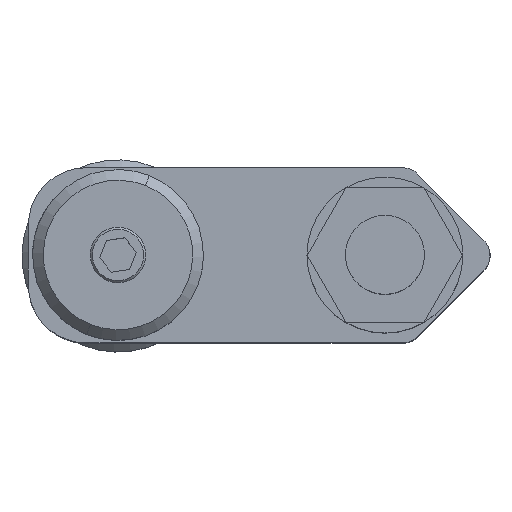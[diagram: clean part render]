
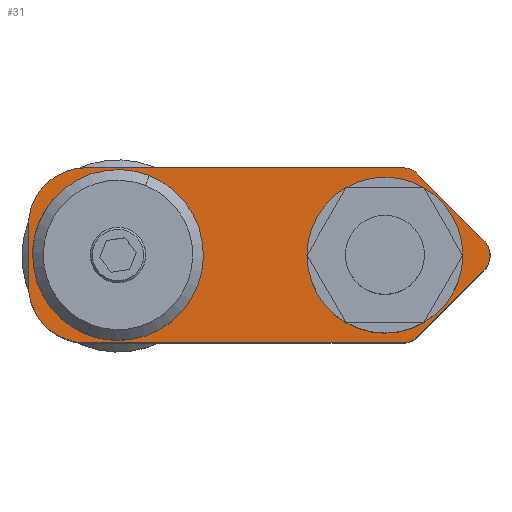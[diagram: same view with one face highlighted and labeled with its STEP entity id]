
A CAD part, top view. The second image highlights one B-rep face of the part: STEP entity #31.
In plain terms, the highlighted planar face has unit normal (0, 0, 1).
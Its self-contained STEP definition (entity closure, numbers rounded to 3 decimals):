
#31 = ADVANCED_FACE ( 'NONE', ( #6313, #1815, #7024 ), #9252, .F. ) ;
#259 = CARTESIAN_POINT ( 'NONE',  ( -29.887, -15.538, 21.73 ) ) ;
#288 = AXIS2_PLACEMENT_3D ( 'NONE', #6272, #899, #3702 ) ;
#314 = ORIENTED_EDGE ( 'NONE', *, *, #3954, .F. ) ;
#385 = DIRECTION ( 'NONE',  ( -1., 0., 0. ) ) ;
#479 = CIRCLE ( 'NONE', #1613, 2. ) ;
#642 = EDGE_CURVE ( 'NONE', #6142, #3852, #9663, .T. ) ;
#656 = EDGE_CURVE ( 'NONE', #8254, #10665, #1951, .T. ) ;
#766 = DIRECTION ( 'NONE',  ( 0., 0., 1. ) ) ;
#853 = CARTESIAN_POINT ( 'NONE',  ( -13.854, -19.345, 21.73 ) ) ;
#899 = DIRECTION ( 'NONE',  ( 0., 0., 1. ) ) ;
#916 = CIRCLE ( 'NONE', #10093, 2.7 ) ;
#976 = LINE ( 'NONE', #3191, #7585 ) ;
#1001 = DIRECTION ( 'NONE',  ( 1., 0., 0. ) ) ;
#1133 = EDGE_CURVE ( 'NONE', #7997, #6289, #5546, .T. ) ;
#1388 = VERTEX_POINT ( 'NONE', #7448 ) ;
#1441 = CARTESIAN_POINT ( 'NONE',  ( -29.387, -11.438, 21.73 ) ) ;
#1442 = VERTEX_POINT ( 'NONE', #259 ) ;
#1613 = AXIS2_PLACEMENT_3D ( 'NONE', #2676, #3769, #1001 ) ;
#1648 = ORIENTED_EDGE ( 'NONE', *, *, #656, .F. ) ;
#1682 = CIRCLE ( 'NONE', #288, 3.65 ) ;
#1686 = AXIS2_PLACEMENT_3D ( 'NONE', #10649, #10688, #4403 ) ;
#1815 = FACE_BOUND ( 'NONE', #10179, .T. ) ;
#1853 = CARTESIAN_POINT ( 'NONE',  ( -14.561, -12.438, 21.73 ) ) ;
#1880 = DIRECTION ( 'NONE',  ( 0., 0., -1. ) ) ;
#1914 = DIRECTION ( 'NONE',  ( -1., 0., 0. ) ) ;
#1921 = ORIENTED_EDGE ( 'NONE', *, *, #2369, .F. ) ;
#1951 = LINE ( 'NONE', #10019, #5576 ) ;
#1995 = CARTESIAN_POINT ( 'NONE',  ( -19.037, -15.538, 21.73 ) ) ;
#2104 = VERTEX_POINT ( 'NONE', #5842 ) ;
#2201 = VECTOR ( 'NONE', #4330, 1000. ) ;
#2222 = DIRECTION ( 'NONE',  ( 0.707, -0.707, 0. ) ) ;
#2369 = EDGE_CURVE ( 'NONE', #8250, #2104, #8634, .T. ) ;
#2445 = CARTESIAN_POINT ( 'NONE',  ( -27.8, -19.638, 21.73 ) ) ;
#2509 = CARTESIAN_POINT ( 'NONE',  ( -10.754, -16.245, 21.73 ) ) ;
#2577 = DIRECTION ( 'NONE',  ( -1., 0., 0. ) ) ;
#2676 = CARTESIAN_POINT ( 'NONE',  ( -27.887, -15.538, 21.73 ) ) ;
#2760 = ORIENTED_EDGE ( 'NONE', *, *, #4580, .F. ) ;
#2794 = DIRECTION ( 'NONE',  ( -1., 0., 0. ) ) ;
#2974 = AXIS2_PLACEMENT_3D ( 'NONE', #1853, #8024, #2577 ) ;
#3191 = CARTESIAN_POINT ( 'NONE',  ( -13.854, -11.731, 21.73 ) ) ;
#3209 = LINE ( 'NONE', #2509, #4320 ) ;
#3702 = DIRECTION ( 'NONE',  ( -1., 0., 0. ) ) ;
#3769 = DIRECTION ( 'NONE',  ( 0., 0., 1. ) ) ;
#3852 = VERTEX_POINT ( 'NONE', #10155 ) ;
#3954 = EDGE_CURVE ( 'NONE', #1442, #5131, #4488, .T. ) ;
#4150 = DIRECTION ( 'NONE',  ( 0., 0., -1. ) ) ;
#4184 = CARTESIAN_POINT ( 'NONE',  ( -27.887, -15.538, 21.73 ) ) ;
#4305 = VECTOR ( 'NONE', #1914, 1000. ) ;
#4320 = VECTOR ( 'NONE', #9660, 1000. ) ;
#4330 = DIRECTION ( 'NONE',  ( 0., 1., 0. ) ) ;
#4403 = DIRECTION ( 'NONE',  ( -1., 0., 0. ) ) ;
#4488 = CIRCLE ( 'NONE', #8232, 2. ) ;
#4522 = ORIENTED_EDGE ( 'NONE', *, *, #7767, .F. ) ;
#4530 = ORIENTED_EDGE ( 'NONE', *, *, #8112, .F. ) ;
#4580 = EDGE_CURVE ( 'NONE', #3852, #10872, #11204, .T. ) ;
#4689 = CARTESIAN_POINT ( 'NONE',  ( -14.561, -11.438, 21.73 ) ) ;
#4697 = AXIS2_PLACEMENT_3D ( 'NONE', #8479, #10202, #385 ) ;
#4967 = ORIENTED_EDGE ( 'NONE', *, *, #642, .F. ) ;
#5103 = ORIENTED_EDGE ( 'NONE', *, *, #9222, .F. ) ;
#5131 = VERTEX_POINT ( 'NONE', #9635 ) ;
#5205 = DIRECTION ( 'NONE',  ( 0., 0., 1. ) ) ;
#5251 = EDGE_CURVE ( 'NONE', #6625, #8254, #916, .T. ) ;
#5326 = AXIS2_PLACEMENT_3D ( 'NONE', #11522, #1880, #8055 ) ;
#5502 = DIRECTION ( 'NONE',  ( 1., 0., 0. ) ) ;
#5546 = CIRCLE ( 'NONE', #9043, 3.65 ) ;
#5576 = VECTOR ( 'NONE', #5502, 1000. ) ;
#5720 = ORIENTED_EDGE ( 'NONE', *, *, #8514, .F. ) ;
#5842 = CARTESIAN_POINT ( 'NONE',  ( -10.754, -16.245, 21.73 ) ) ;
#6142 = VERTEX_POINT ( 'NONE', #10590 ) ;
#6143 = DIRECTION ( 'NONE',  ( -1., 0., 0. ) ) ;
#6182 = EDGE_CURVE ( 'NONE', #5131, #1442, #479, .T. ) ;
#6246 = ORIENTED_EDGE ( 'NONE', *, *, #1133, .F. ) ;
#6272 = CARTESIAN_POINT ( 'NONE',  ( -15.387, -15.538, 21.73 ) ) ;
#6289 = VERTEX_POINT ( 'NONE', #6385 ) ;
#6313 = FACE_OUTER_BOUND ( 'NONE', #8039, .T. ) ;
#6385 = CARTESIAN_POINT ( 'NONE',  ( -11.737, -15.538, 21.73 ) ) ;
#6453 = ORIENTED_EDGE ( 'NONE', *, *, #6571, .F. ) ;
#6571 = EDGE_CURVE ( 'NONE', #10665, #1388, #10686, .T. ) ;
#6625 = VERTEX_POINT ( 'NONE', #7199 ) ;
#6872 = CIRCLE ( 'NONE', #8647, 1. ) ;
#7018 = CARTESIAN_POINT ( 'NONE',  ( -15.387, -15.538, 21.73 ) ) ;
#7024 = FACE_BOUND ( 'NONE', #10849, .T. ) ;
#7199 = CARTESIAN_POINT ( 'NONE',  ( -32.087, -14.138, 21.73 ) ) ;
#7229 = VERTEX_POINT ( 'NONE', #853 ) ;
#7259 = DIRECTION ( 'NONE',  ( 0., 0., -1. ) ) ;
#7270 = LINE ( 'NONE', #8853, #2201 ) ;
#7448 = CARTESIAN_POINT ( 'NONE',  ( -13.854, -11.731, 21.73 ) ) ;
#7585 = VECTOR ( 'NONE', #2222, 1000. ) ;
#7767 = EDGE_CURVE ( 'NONE', #2104, #7229, #3209, .T. ) ;
#7952 = EDGE_CURVE ( 'NONE', #6289, #7997, #1682, .T. ) ;
#7997 = VERTEX_POINT ( 'NONE', #1995 ) ;
#8024 = DIRECTION ( 'NONE',  ( 0., 0., -1. ) ) ;
#8039 = EDGE_LOOP ( 'NONE', ( #5103, #2760, #4967, #5720, #4522, #1921, #4530, #6453, #1648, #10603 ) ) ;
#8055 = DIRECTION ( 'NONE',  ( -1., 0., 0. ) ) ;
#8112 = EDGE_CURVE ( 'NONE', #1388, #8250, #976, .T. ) ;
#8232 = AXIS2_PLACEMENT_3D ( 'NONE', #4184, #5205, #11414 ) ;
#8250 = VERTEX_POINT ( 'NONE', #9522 ) ;
#8254 = VERTEX_POINT ( 'NONE', #1441 ) ;
#8479 = CARTESIAN_POINT ( 'NONE',  ( -27.8, -15.538, 21.73 ) ) ;
#8514 = EDGE_CURVE ( 'NONE', #7229, #6142, #6872, .T. ) ;
#8551 = DIRECTION ( 'NONE',  ( -1., 0., 0. ) ) ;
#8634 = CIRCLE ( 'NONE', #5326, 1. ) ;
#8647 = AXIS2_PLACEMENT_3D ( 'NONE', #10437, #4150, #8551 ) ;
#8853 = CARTESIAN_POINT ( 'NONE',  ( -32.087, -15.538, 21.73 ) ) ;
#9043 = AXIS2_PLACEMENT_3D ( 'NONE', #7018, #766, #6143 ) ;
#9222 = EDGE_CURVE ( 'NONE', #10872, #6625, #7270, .T. ) ;
#9252 = PLANE ( 'NONE',  #4697 ) ;
#9522 = CARTESIAN_POINT ( 'NONE',  ( -10.754, -14.831, 21.73 ) ) ;
#9635 = CARTESIAN_POINT ( 'NONE',  ( -25.887, -15.538, 21.73 ) ) ;
#9660 = DIRECTION ( 'NONE',  ( -0.707, -0.707, 0. ) ) ;
#9663 = LINE ( 'NONE', #2445, #4305 ) ;
#9839 = CARTESIAN_POINT ( 'NONE',  ( -29.387, -14.138, 21.73 ) ) ;
#10019 = CARTESIAN_POINT ( 'NONE',  ( -27.8, -11.438, 21.73 ) ) ;
#10093 = AXIS2_PLACEMENT_3D ( 'NONE', #9839, #7259, #2794 ) ;
#10155 = CARTESIAN_POINT ( 'NONE',  ( -29.387, -19.638, 21.73 ) ) ;
#10179 = EDGE_LOOP ( 'NONE', ( #11035, #314 ) ) ;
#10202 = DIRECTION ( 'NONE',  ( 0., 0., -1. ) ) ;
#10437 = CARTESIAN_POINT ( 'NONE',  ( -14.561, -18.638, 21.73 ) ) ;
#10590 = CARTESIAN_POINT ( 'NONE',  ( -14.561, -19.638, 21.73 ) ) ;
#10603 = ORIENTED_EDGE ( 'NONE', *, *, #5251, .F. ) ;
#10649 = CARTESIAN_POINT ( 'NONE',  ( -29.387, -16.938, 21.73 ) ) ;
#10665 = VERTEX_POINT ( 'NONE', #4689 ) ;
#10686 = CIRCLE ( 'NONE', #2974, 1. ) ;
#10688 = DIRECTION ( 'NONE',  ( 0., 0., -1. ) ) ;
#10849 = EDGE_LOOP ( 'NONE', ( #6246, #11174 ) ) ;
#10872 = VERTEX_POINT ( 'NONE', #11130 ) ;
#11035 = ORIENTED_EDGE ( 'NONE', *, *, #6182, .F. ) ;
#11130 = CARTESIAN_POINT ( 'NONE',  ( -32.087, -16.938, 21.73 ) ) ;
#11174 = ORIENTED_EDGE ( 'NONE', *, *, #7952, .F. ) ;
#11204 = CIRCLE ( 'NONE', #1686, 2.7 ) ;
#11414 = DIRECTION ( 'NONE',  ( 1., 0., 0. ) ) ;
#11522 = CARTESIAN_POINT ( 'NONE',  ( -11.461, -15.538, 21.73 ) ) ;
